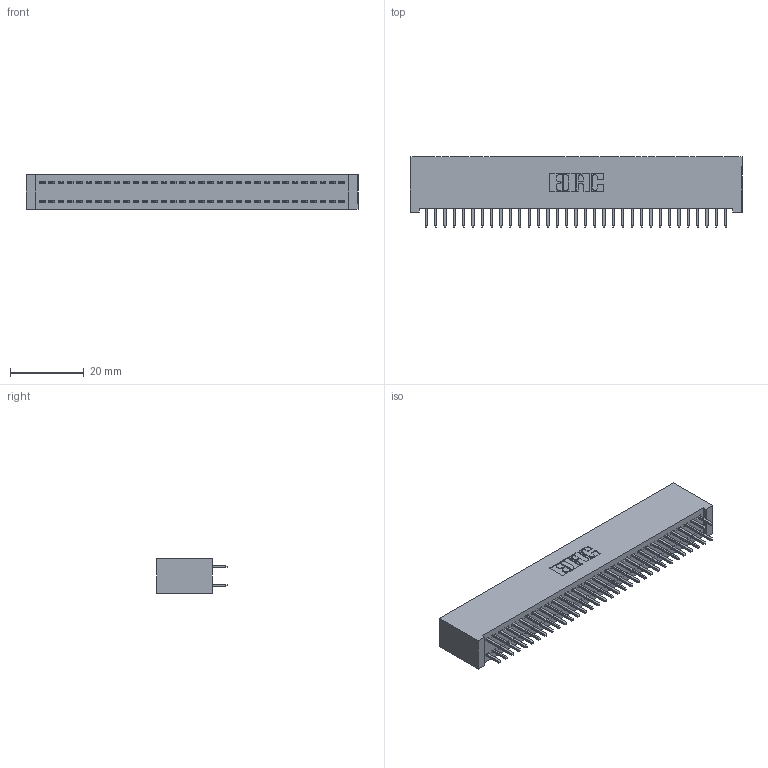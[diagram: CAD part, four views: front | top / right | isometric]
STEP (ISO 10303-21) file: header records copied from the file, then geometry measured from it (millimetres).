
FILE_DESCRIPTION (( 'STEP AP203' ), '1' );
FILE_NAME ('392-066-521-201.STEP', '2019-10-09T11:05:13', ( '' ), ( '' ), 'SwSTEP 2.0', 'SolidWorks 2016', '' );
FILE_SCHEMA (( 'CONFIG_CONTROL_DESIGN' ));
Length unit declared in the file: inch
Products named in the file (3): 342 Part_Lugless; 345-292-001_345-293-121; 392-066-521-201
Assembly tree (67 placements, depth 2):
  392-066-521-201
    342 Part_Lugless
    345-292-001_345-293-121  x66
Bounding box: 90.07 x 19.06 x 9.4 mm (x, y, z)
Volume: 8462.6 mm3; surface area: 13817.1 mm2
Topology: 67 solids, 67 shells, 3534 faces, 10505 edges, 6914 vertices
Faces by surface type: plane 2438, cylinder 1096
Entity records: 22003 total; most frequent: CARTESIAN_POINT 3654, ORIENTED_EDGE 3590, DIRECTION 3131, EDGE_CURVE 1795, LINE 1675, VECTOR 1675, VERTEX_POINT 1194, AXIS2_PLACEMENT_3D 728
